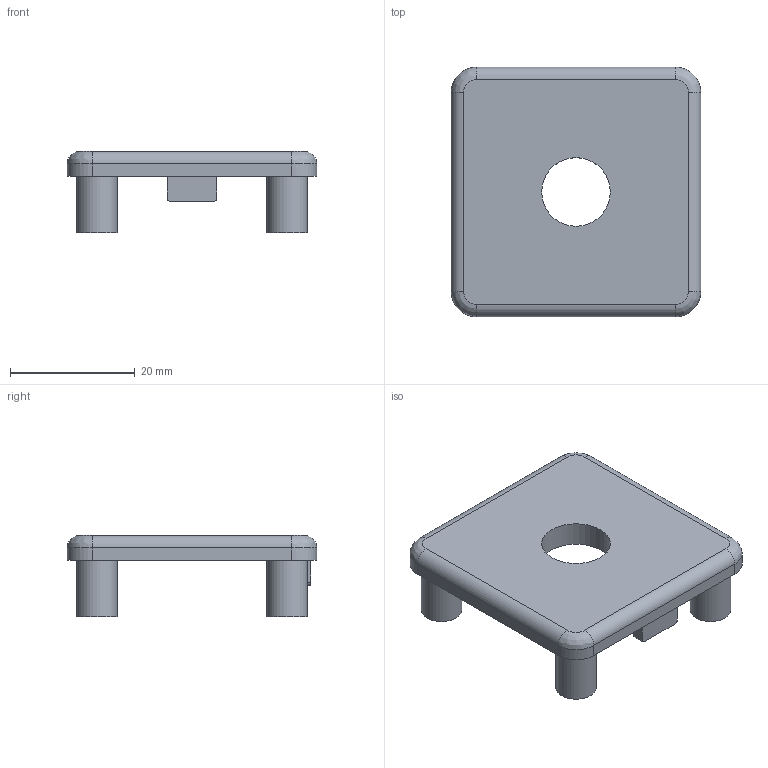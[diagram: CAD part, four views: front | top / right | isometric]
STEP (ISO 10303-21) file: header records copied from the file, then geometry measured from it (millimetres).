
FILE_DESCRIPTION(/* description */ ('Abdeckkappe 40x40L mit Loch'),/* implementation_level */ '2;1');
FILE_NAME(/* name */ '281005028 Abdeckkappe 40x40L mit Loch.stp',/* time_stamp */ '2020-10-14T13:13:17+02:00',/* author */ ('wheldmann'),/* organization */ (''),/* preprocessor_version */ 'ST-DEVELOPER v17.2',/* originating_system */ 'Autodesk Inventor 2019',/* authorisation */ '');
FILE_SCHEMA (('AUTOMOTIVE_DESIGN { 1 0 10303 214 3 1 1 }'));
Length unit declared in the file: millimetre
Products named in the file (1): 281005028
Bounding box: 40 x 40 x 13 mm (x, y, z)
Volume: 4577.9 mm3; surface area: 5584.9 mm2
Topology: 1 solids, 1 shells, 62 faces, 130 edges, 84 vertices
Faces by surface type: plane 30, cylinder 28, bspline 4
Full cylindrical faces by diameter (mm): 2 x4, 4 x4, 6.5 x4, 11 x1, 16 x1
Entity records: 1731 total; most frequent: CARTESIAN_POINT 309, DIRECTION 308, ORIENTED_EDGE 260, EDGE_CURVE 130, AXIS2_PLACEMENT_3D 119, VERTEX_POINT 84, EDGE_LOOP 78, LINE 70
